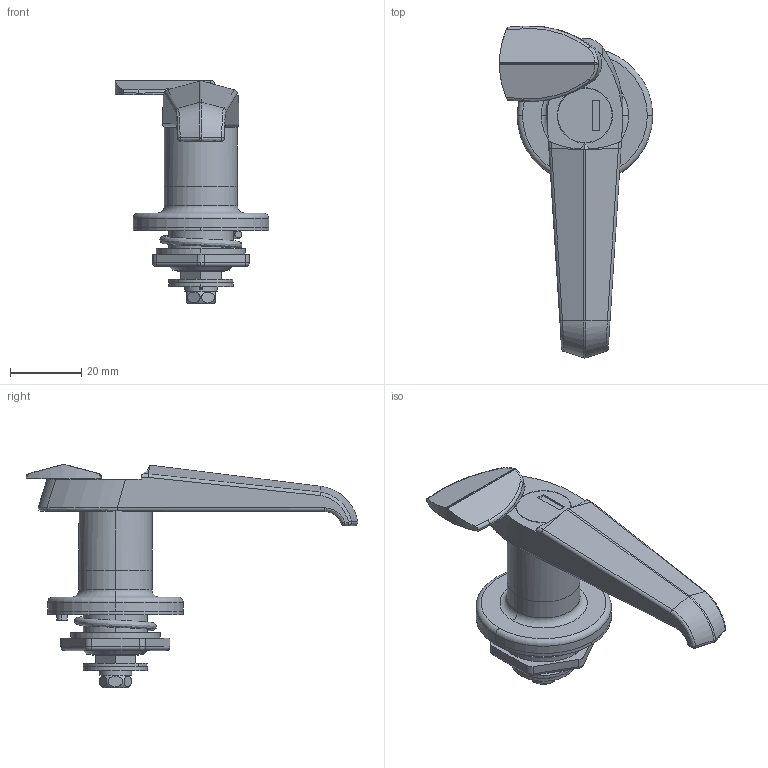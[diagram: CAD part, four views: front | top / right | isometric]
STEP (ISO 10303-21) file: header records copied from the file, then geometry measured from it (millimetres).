
FILE_DESCRIPTION (( 'STEP AP203' ), '1' );
FILE_NAME ('A-140-4-1-TAK60.STEP', '2016-03-23T04:50:48', ( '' ), ( '' ), 'SwSTEP 2.0', 'SolidWorks 2012', '' );
FILE_SCHEMA (( 'CONFIG_CONTROL_DESIGN' ));
Length unit declared in the file: millimetre
Products named in the file (12): A-140-4-1-TAK60; 暯儚僢僔儍乕M5暲娵_M5亊冇18亊冇5.5亊t1; スプリングワッシャーM5_JIS B 1251 No.2 5; 仩8僗儁乕僒乕_冇18亊仩8亊t1; A-140-4_Packing; A-140-4M18僫僢僩_岞; A-140-4キャップ_公; A-140-4本体_公; A-140-4受座_公; A-140-4儕儞僌儚僢僔儍乕; 廫帤寠晅偒榋妏儃儖僩M5_M5亊10; ダミーローター__#TAK60-4_
Assembly tree (11 placements, depth 2):
  A-140-4-1-TAK60
    A-140-4受座_公
    A-140-4本体_公
    A-140-4キャップ_公
    A-140-4M18僫僢僩_岞
    A-140-4_Packing
    仩8僗儁乕僒乕_冇18亊仩8亊t1
    スプリングワッシャーM5_JIS B 1251 No.2 5
    暯儚僢僔儍乕M5暲娵_M5亊冇18亊冇5.5亊t1
    廫帤寠晅偒榋妏儃儖僩M5_M5亊10
    A-140-4儕儞僌儚僢僔儍乕
    ダミーローター__#TAK60-4_
Bounding box: 43 x 93.08 x 62.6 mm (x, y, z)
Volume: 27475.4 mm3; surface area: 21399.1 mm2
Topology: 11 solids, 11 shells, 311 faces, 739 edges, 468 vertices
Faces by surface type: plane 122, cylinder 121, bspline 36, torus 14, cone 11, sphere 7
Entity records: 12560 total; most frequent: CARTESIAN_POINT 4279, DIRECTION 1469, ORIENTED_EDGE 1464, EDGE_CURVE 732, AXIS2_PLACEMENT_3D 577, VERTEX_POINT 466, EDGE_LOOP 348, VECTOR 315
